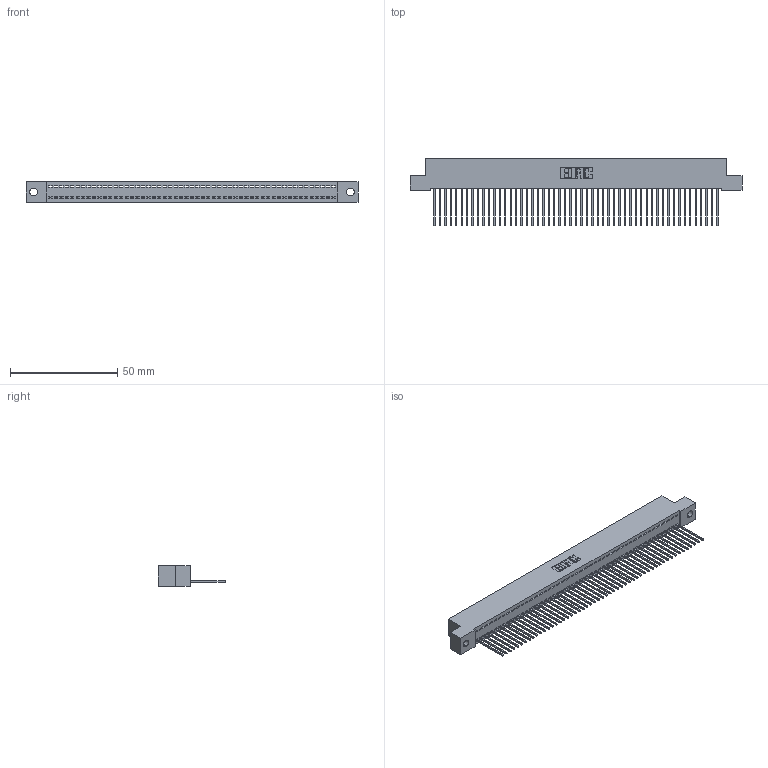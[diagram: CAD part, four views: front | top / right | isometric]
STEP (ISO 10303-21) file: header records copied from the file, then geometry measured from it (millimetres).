
FILE_DESCRIPTION (( 'STEP AP203' ), '1' );
FILE_NAME ('342-053-542-102.STEP', '2019-10-03T02:20:25', ( '' ), ( '' ), 'SwSTEP 2.0', 'SolidWorks 2016', '' );
FILE_SCHEMA (( 'CONFIG_CONTROL_DESIGN' ));
Length unit declared in the file: inch
Products named in the file (3): 342 Part_.128 Slot; 345-292-001_345-293-142; 342-053-542-102
Assembly tree (54 placements, depth 2):
  342-053-542-102
    342 Part_.128 Slot
    345-292-001_345-293-142  x53
Bounding box: 154.94 x 31.63 x 9.4 mm (x, y, z)
Volume: 13691.4 mm3; surface area: 20789.4 mm2
Topology: 54 solids, 54 shells, 3188 faces, 9639 edges, 6354 vertices
Faces by surface type: plane 2296, cylinder 892
Entity records: 30999 total; most frequent: CARTESIAN_POINT 5353, ORIENTED_EDGE 5342, DIRECTION 4493, EDGE_CURVE 2671, VECTOR 2543, LINE 2543, VERTEX_POINT 1778, AXIS2_PLACEMENT_3D 975
